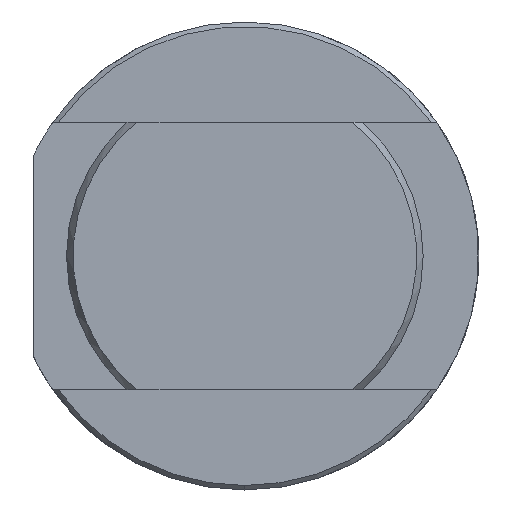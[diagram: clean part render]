
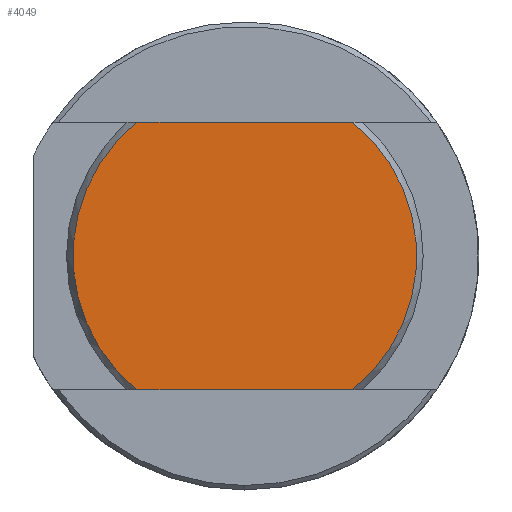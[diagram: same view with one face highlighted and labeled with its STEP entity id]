
A CAD part, left-side view. The second image highlights one B-rep face of the part: STEP entity #4049.
In plain terms, the highlighted planar face has unit normal (-1, 0, 0).
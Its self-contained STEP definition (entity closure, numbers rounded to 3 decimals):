
#10 = VERTEX_POINT ( 'NONE', #3609 ) ;
#229 = EDGE_CURVE ( 'NONE', #3506, #10, #1194, .T. ) ;
#230 = EDGE_CURVE ( 'NONE', #3506, #3549, #1205, .T. ) ;
#231 = EDGE_CURVE ( 'NONE', #3499, #3549, #1204, .T. ) ;
#237 = EDGE_CURVE ( 'NONE', #3499, #10, #1214, .T. ) ;
#429 = AXIS2_PLACEMENT_3D ( 'NONE', #4629, #4632, #4633 ) ;
#432 = AXIS2_PLACEMENT_3D ( 'NONE', #4646, #4653, #4654 ) ;
#500 = AXIS2_PLACEMENT_3D ( 'NONE', #2197, #2199, #2200 ) ;
#1194 = LINE ( 'NONE', #4622, #1203 ) ;
#1198 = VECTOR ( 'NONE', #4635, 1000. ) ;
#1203 = VECTOR ( 'NONE', #4630, 1000. ) ;
#1204 = LINE ( 'NONE', #4626, #1198 ) ;
#1205 = CIRCLE ( 'NONE', #429, 7.711 ) ;
#1214 = CIRCLE ( 'NONE', #432, 7.711 ) ;
#1399 = FACE_OUTER_BOUND ( 'NONE', #3314, .T. ) ;
#1958 = CARTESIAN_POINT ( 'NONE',  ( 0., 4.844, 6. ) ) ;
#1964 = CARTESIAN_POINT ( 'NONE',  ( 0., -4.844, -6. ) ) ;
#2007 = CARTESIAN_POINT ( 'NONE',  ( 0., -4.844, 6. ) ) ;
#2197 = CARTESIAN_POINT ( 'NONE',  ( 0., 0., 0. ) ) ;
#2198 = PLANE ( 'NONE',  #500 ) ;
#2199 = DIRECTION ( 'NONE',  ( 1., 0., 0. ) ) ;
#2200 = DIRECTION ( 'NONE',  ( 0., 0., -1. ) ) ;
#3061 = ORIENTED_EDGE ( 'NONE', *, *, #230, .T. ) ;
#3314 = EDGE_LOOP ( 'NONE', ( #3061, #3405, #3415, #3417 ) ) ;
#3405 = ORIENTED_EDGE ( 'NONE', *, *, #231, .F. ) ;
#3415 = ORIENTED_EDGE ( 'NONE', *, *, #237, .T. ) ;
#3417 = ORIENTED_EDGE ( 'NONE', *, *, #229, .F. ) ;
#3499 = VERTEX_POINT ( 'NONE', #1958 ) ;
#3506 = VERTEX_POINT ( 'NONE', #1964 ) ;
#3549 = VERTEX_POINT ( 'NONE', #2007 ) ;
#3609 = CARTESIAN_POINT ( 'NONE',  ( 0., 4.844, -6. ) ) ;
#4049 = ADVANCED_FACE ( 'NONE', ( #1399 ), #2198, .F. ) ;
#4622 = CARTESIAN_POINT ( 'NONE',  ( 0., 8.617, -6. ) ) ;
#4626 = CARTESIAN_POINT ( 'NONE',  ( 0., 8.617, 6. ) ) ;
#4629 = CARTESIAN_POINT ( 'NONE',  ( 0., 0., 0. ) ) ;
#4630 = DIRECTION ( 'NONE',  ( 0., 1., 0. ) ) ;
#4632 = DIRECTION ( 'NONE',  ( -1., 0., 0. ) ) ;
#4633 = DIRECTION ( 'NONE',  ( 0., 0., -1. ) ) ;
#4635 = DIRECTION ( 'NONE',  ( 0., -1., 0. ) ) ;
#4646 = CARTESIAN_POINT ( 'NONE',  ( 0., 0., 0. ) ) ;
#4653 = DIRECTION ( 'NONE',  ( -1., 0., 0. ) ) ;
#4654 = DIRECTION ( 'NONE',  ( 0., 0., -1. ) ) ;
